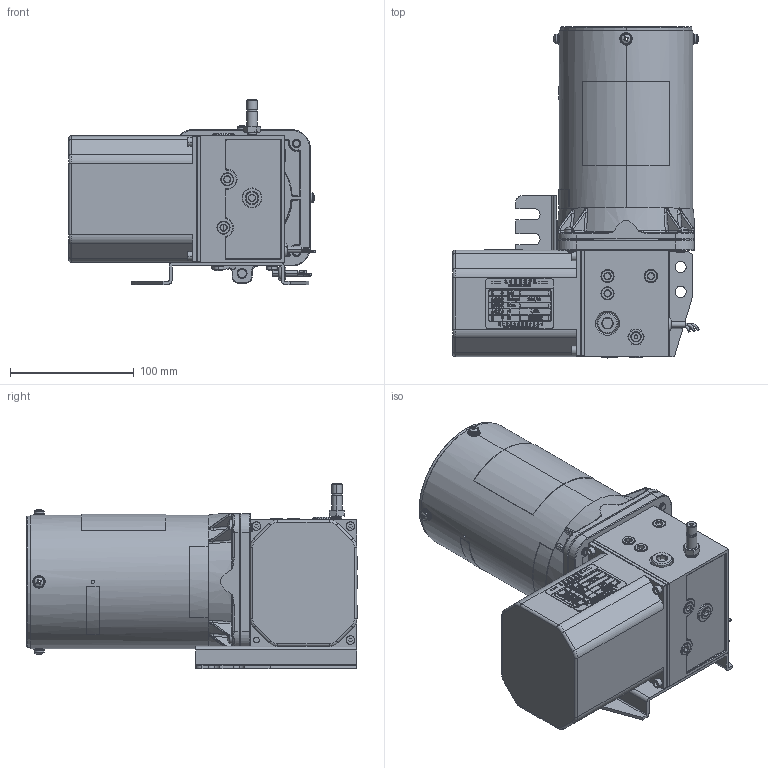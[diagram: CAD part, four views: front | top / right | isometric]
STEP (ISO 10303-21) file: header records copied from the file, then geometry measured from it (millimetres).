
FILE_DESCRIPTION (( 'STEP AP214' ), '1' );
FILE_NAME ('GGP-H100.08口K（侧边发讯）.STEP', '2025-07-16T06:40:53', ( 'User' ), ( 'Microsoft' ), 'SwSTEP 2.0', 'SolidWorks 2018', '' );
FILE_SCHEMA (( 'AUTOMOTIVE_DESIGN' ));
Length unit declared in the file: millimetre
Products named in the file (1): GGP-H100.08口K（侧边发讯）
Bounding box: 199.09 x 268 x 149.5 mm (x, y, z)
Surface area: 225183.2 mm2 (no closed solid volume)
Topology: 0 solids, 133 shells, 1582 faces, 11946 edges, 10363 vertices
Faces by surface type: plane 695, cylinder 345, bspline 193, cone 180, torus 106, sphere 63
Entity records: 166954 total; most frequent: CARTESIAN_POINT 70499, ORIENTED_EDGE 14695, DIRECTION 12994, EDGE_CURVE 11926, VERTEX_POINT 10355, VECTOR 6948, LINE 6948, B_SPLINE_CURVE_WITH_KNOTS 3274
